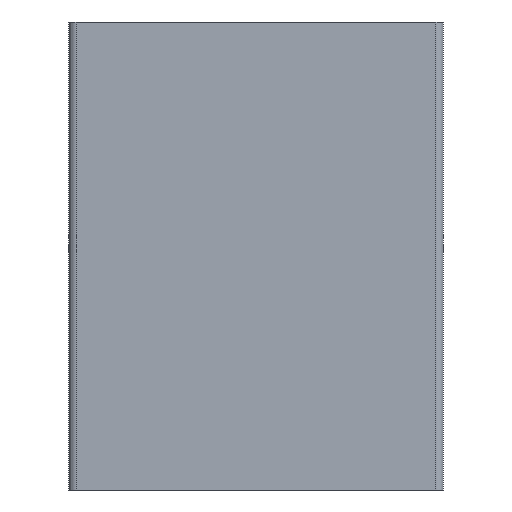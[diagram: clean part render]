
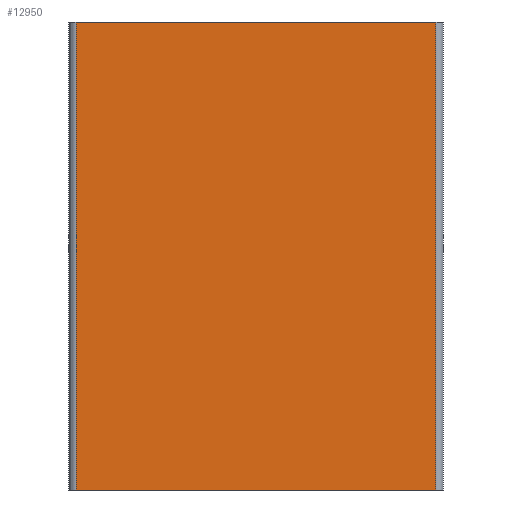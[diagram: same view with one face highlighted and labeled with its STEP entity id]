
A CAD part, left-side view. The second image highlights one B-rep face of the part: STEP entity #12950.
In plain terms, the highlighted planar face has unit normal (-1, 0, 0).
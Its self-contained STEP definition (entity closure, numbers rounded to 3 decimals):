
#630=CARTESIAN_POINT('',(-31.83,3.738,100.));
#640=VERTEX_POINT('',#630);
#670=CARTESIAN_POINT('',(-31.83,3.738,
0.));
#680=DIRECTION('',(0.,0.,1.));
#690=VECTOR('',#680,1.);
#700=LINE('',#670,#690);
#710=CARTESIAN_POINT('',(-31.83,3.738,0.));
#720=VERTEX_POINT('',#710);
#730=EDGE_CURVE('',#720,#640,#700,.T.);
#5160=CARTESIAN_POINT('',(-31.83,-73.062,100.));
#5170=VERTEX_POINT('',#5160);
#5200=CARTESIAN_POINT('',(-31.83,0.,100.));
#5210=DIRECTION('',(0.,1.,0.));
#5220=VECTOR('',#5210,1.);
#5230=LINE('',#5200,#5220);
#5240=EDGE_CURVE('',#5170,#640,#5230,.T.);
#6770=CARTESIAN_POINT('',(-31.83,-73.062,0.));
#6780=VERTEX_POINT('',#6770);
#8520=CARTESIAN_POINT('',(-31.83,0.,0.));
#8530=DIRECTION('',(0.,1.,0.));
#8540=VECTOR('',#8530,1.);
#8550=LINE('',#8520,#8540);
#8560=EDGE_CURVE('',#6780,#720,#8550,.T.);
#12750=CARTESIAN_POINT('',(-31.83,-73.062,
0.));
#12760=DIRECTION('',(0.,0.,1.));
#12770=VECTOR('',#12760,1.);
#12780=LINE('',#12750,#12770);
#12790=EDGE_CURVE('',#6780,#5170,#12780,.T.);
#12840=CARTESIAN_POINT('',(-31.83,-74.662,100.));
#12850=DIRECTION('',(1.,0.,0.));
#12860=DIRECTION('',(0.,-1.,0.));
#12870=AXIS2_PLACEMENT_3D('',#12840,#12850,#12860);
#12880=PLANE('',#12870);
#12890=ORIENTED_EDGE('',*,*,#12790,.T.);
#12900=ORIENTED_EDGE('',*,*,#8560,.F.);
#12910=ORIENTED_EDGE('',*,*,#730,.F.);
#12920=ORIENTED_EDGE('',*,*,#5240,.T.);
#12930=EDGE_LOOP('',(#12920,#12910,#12900,#12890));
#12940=FACE_OUTER_BOUND('',#12930,.T.);
#12950=ADVANCED_FACE('',(#12940),#12880,.F.);
